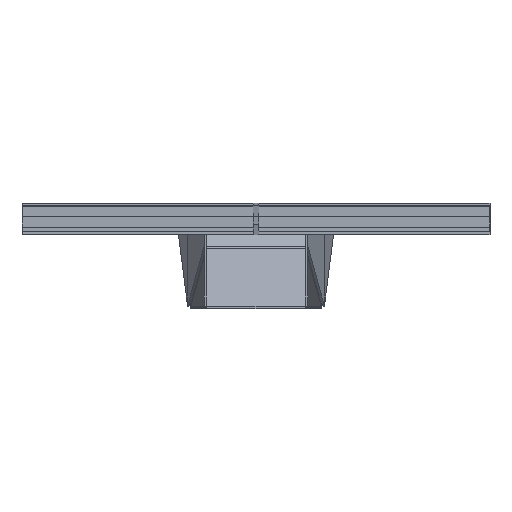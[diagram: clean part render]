
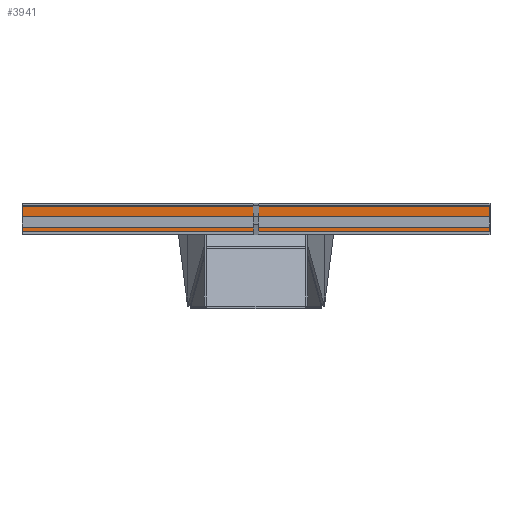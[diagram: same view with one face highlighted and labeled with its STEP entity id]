
A CAD part, left-side view. The second image highlights one B-rep face of the part: STEP entity #3941.
In plain terms, the highlighted planar face has unit normal (-1, 0, 0).
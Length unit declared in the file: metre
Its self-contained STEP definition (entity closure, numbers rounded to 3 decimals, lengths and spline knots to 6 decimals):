
#243=FACE_OUTER_BOUND('',#468,.T.);
#468=EDGE_LOOP('',(#3228,#3229,#3230,#3231,#3232,#3233,#3234,#3235));
#882=LINE('',#6409,#1395);
#885=LINE('',#6435,#1398);
#889=LINE('',#6450,#1402);
#891=LINE('',#6462,#1404);
#892=LINE('',#6478,#1405);
#897=LINE('',#6524,#1410);
#898=LINE('',#6526,#1411);
#899=LINE('',#6527,#1412);
#1395=VECTOR('',#4850,0.01);
#1398=VECTOR('',#4853,0.01);
#1402=VECTOR('',#4859,0.01);
#1404=VECTOR('',#4863,0.01);
#1405=VECTOR('',#4864,0.01);
#1410=VECTOR('',#4871,0.01);
#1411=VECTOR('',#4874,0.01);
#1412=VECTOR('',#4875,0.01);
#1813=VERTEX_POINT('',#6407);
#1814=VERTEX_POINT('',#6408);
#1817=VERTEX_POINT('',#6434);
#1820=VERTEX_POINT('',#6448);
#1821=VERTEX_POINT('',#6452);
#1823=VERTEX_POINT('',#6477);
#1827=VERTEX_POINT('',#6508);
#1828=VERTEX_POINT('',#6516);
#2296=EDGE_CURVE('',#1813,#1814,#882,.T.);
#2300=EDGE_CURVE('',#1813,#1817,#885,.T.);
#2305=EDGE_CURVE('',#1820,#1814,#889,.T.);
#2308=EDGE_CURVE('',#1817,#1821,#891,.T.);
#2309=EDGE_CURVE('',#1823,#1821,#892,.T.);
#2317=EDGE_CURVE('',#1827,#1828,#897,.T.);
#2318=EDGE_CURVE('',#1827,#1820,#898,.T.);
#2319=EDGE_CURVE('',#1823,#1828,#899,.T.);
#3228=ORIENTED_EDGE('',*,*,#2318,.F.);
#3229=ORIENTED_EDGE('',*,*,#2317,.T.);
#3230=ORIENTED_EDGE('',*,*,#2319,.F.);
#3231=ORIENTED_EDGE('',*,*,#2309,.T.);
#3232=ORIENTED_EDGE('',*,*,#2308,.F.);
#3233=ORIENTED_EDGE('',*,*,#2300,.F.);
#3234=ORIENTED_EDGE('',*,*,#2296,.T.);
#3235=ORIENTED_EDGE('',*,*,#2305,.F.);
#3719=PLANE('',#4189);
#3941=ADVANCED_FACE('',(#243),#3719,.T.);
#4189=AXIS2_PLACEMENT_3D('',#6525,#4872,#4873);
#4850=DIRECTION('',(0.,0.,1.));
#4853=DIRECTION('',(0.,1.,0.));
#4859=DIRECTION('',(0.,1.,0.));
#4863=DIRECTION('',(0.,0.,1.));
#4864=DIRECTION('',(0.,1.,0.));
#4871=DIRECTION('',(0.,-1.,0.));
#4872=DIRECTION('center_axis',(-1.,0.,0.));
#4873=DIRECTION('ref_axis',(0.,0.,-1.));
#4874=DIRECTION('',(0.,0.,1.));
#4875=DIRECTION('',(0.,0.,-1.));
#6407=CARTESIAN_POINT('',(0.99,0.01,0.440222));
#6408=CARTESIAN_POINT('',(0.99,0.01,0.49));
#6409=CARTESIAN_POINT('',(0.99,0.01,0.452611));
#6434=CARTESIAN_POINT('',(0.99,0.9,0.440222));
#6435=CARTESIAN_POINT('',(0.99,-0.01,0.440222));
#6448=CARTESIAN_POINT('',(0.99,-0.01,0.49));
#6450=CARTESIAN_POINT('',(0.99,-0.01,0.49));
#6452=CARTESIAN_POINT('',(0.99,0.9,0.539722));
#6462=CARTESIAN_POINT('',(0.99,0.9,0.43));
#6477=CARTESIAN_POINT('',(0.99,-0.9,0.539722));
#6478=CARTESIAN_POINT('',(0.99,-0.01,0.539722));
#6508=CARTESIAN_POINT('',(0.99,-0.01,0.440222));
#6516=CARTESIAN_POINT('',(0.99,-0.9,0.440222));
#6524=CARTESIAN_POINT('',(0.99,-0.01,0.440222));
#6525=CARTESIAN_POINT('Origin',(0.99,-0.01,0.539722));
#6526=CARTESIAN_POINT('',(0.99,-0.01,0.43));
#6527=CARTESIAN_POINT('',(0.99,-0.9,0.43));
